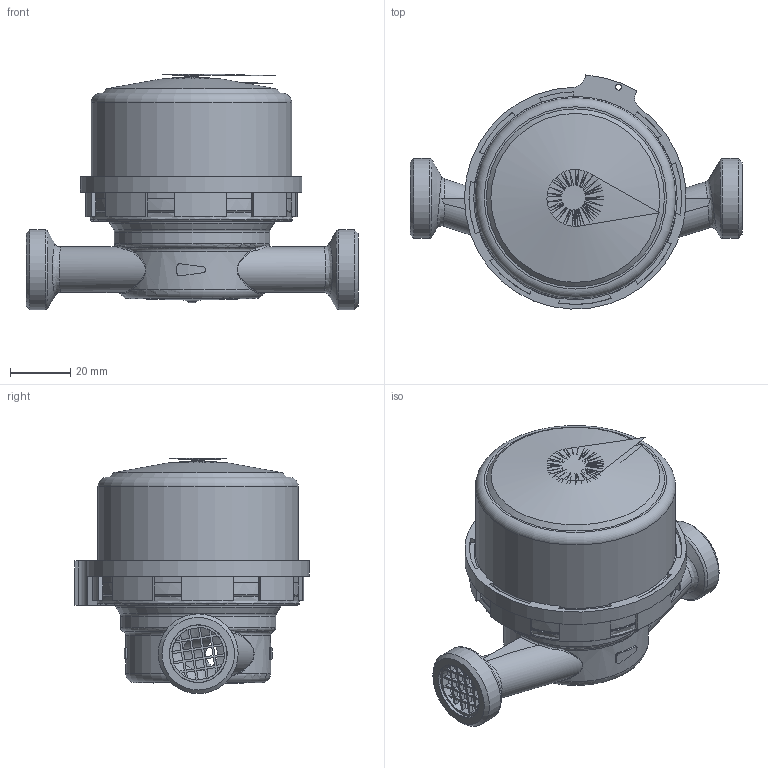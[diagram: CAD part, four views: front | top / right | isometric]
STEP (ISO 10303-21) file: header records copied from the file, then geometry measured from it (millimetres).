
FILE_DESCRIPTION(('STEP AP242'), '1');
FILE_NAME('ﾏﾄﾅﾊ.407223.047 ﾑﾃﾂ-15ﾝ', '', ('UNSPECIFIED'), ('UNSPECIFIED'), 'C3D Converter', 'C3D Toolkit', '');
FILE_SCHEMA(('AP242_MANAGED_MODEL_BASED_3D_ENGINEERING_MIM_LF { 1 0 10303 442 1 1 4 }'));
Length unit declared in the file: millimetre
Products named in the file (9): ПДЕК.731625.013; ПДЕК.303194.055 ; ПДЕК.711622.008; ___.step-4; ПДЕК.754178.004; ПДЕК.711154.004-01; ПДЕК.725317.006; ПДЕК.752659.004
Assembly tree (8 placements, depth 3):
  (unnamed)
    ПДЕК.731625.013
    ПДЕК.303194.055 
      ПДЕК.711622.008
      ___.step-4
    ПДЕК.754178.004
    ПДЕК.711154.004-01
    ПДЕК.725317.006
    ПДЕК.752659.004
Bounding box: 110 x 77.57 x 77.95 mm (x, y, z)
Volume: 66981.3 mm3; surface area: 82153.9 mm2
Topology: 7 solids, 7 shells, 1121 faces, 3104 edges, 2021 vertices
Faces by surface type: plane 833, cylinder 185, torus 34, cone 32, bspline 28, sphere 9
Full cylindrical faces by diameter (mm): 1.35 x1, 2 x1, 3.4 x1, 11.25 x1, 12 x1, 18 x1, 19 x2, 20.3 x1, 26.44 x2, 32 x1, 44.5 x1, 46 x1, 48.5 x1, 49 x1, 49.3 x1, 51.5 x1, 51.8 x1, 54.8 x1, 58 x1, 58.8 x1, 59 x1, 61.4 x1, 62 x1, 62.6 x1, 64 x2, 66.4 x1, 67 x2, 70.5 x2
Entity records: 46677 total; most frequent: CARTESIAN_POINT 13701, ORIENTED_EDGE 6016, DIRECTION 5622, EDGE_CURVE 3008, LINE 2246, VECTOR 2246, VERTEX_POINT 2006, AXIS2_PLACEMENT_3D 1688
